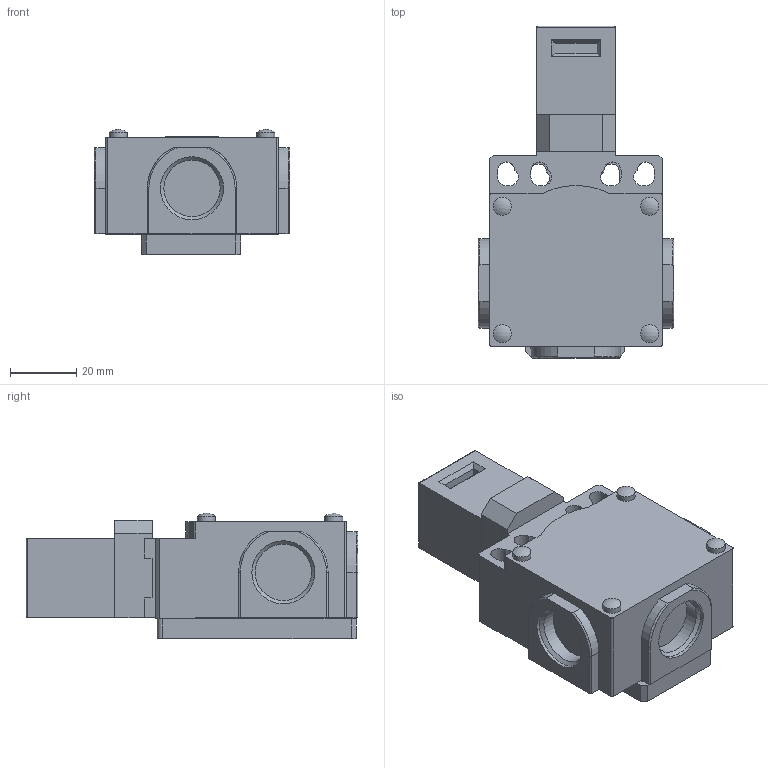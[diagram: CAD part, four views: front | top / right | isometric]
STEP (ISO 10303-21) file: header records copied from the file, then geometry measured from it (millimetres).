
FILE_DESCRIPTION (( 'STEP AP214' ), '1' );
FILE_NAME ('SDM2K80W02.STEP', '2023-06-21T19:15:39', ( '' ), ( '' ), 'SwSTEP 2.0', 'SolidWorks 2021', '' );
FILE_SCHEMA (( 'AUTOMOTIVE_DESIGN' ));
Length unit declared in the file: inch
Products named in the file (1): SDM2K80W02
Bounding box: 59 x 100.1 x 37.77 mm (x, y, z)
Volume: 109749.1 mm3; surface area: 29287.7 mm2
Topology: 4 solids, 4 shells, 287 faces, 782 edges, 516 vertices
Faces by surface type: plane 166, cylinder 105, torus 7, cone 5, sphere 4
Full cylindrical faces by diameter (mm): 5.5 x4, 15 x2, 17 x3, 19 x3
Entity records: 9069 total; most frequent: CARTESIAN_POINT 1620, DIRECTION 1534, ORIENTED_EDGE 1514, EDGE_CURVE 757, VECTOR 536, LINE 536, VERTEX_POINT 509, AXIS2_PLACEMENT_3D 499
